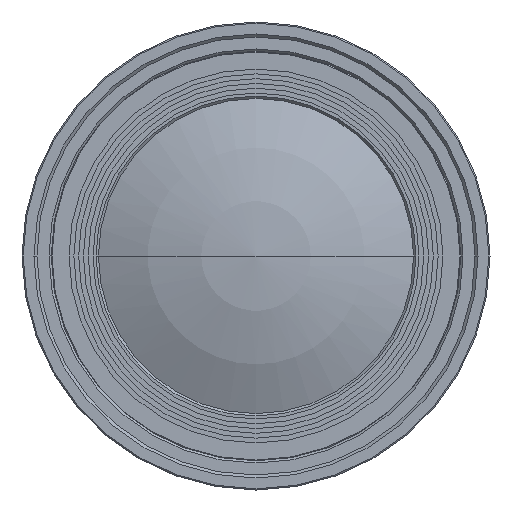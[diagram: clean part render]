
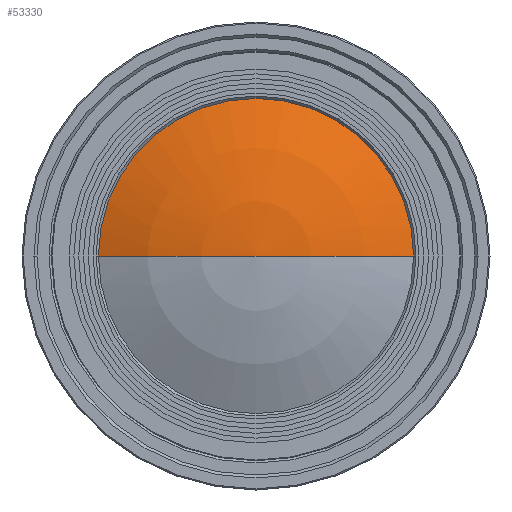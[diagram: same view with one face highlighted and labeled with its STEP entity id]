
A CAD part, left-side view. The second image highlights one B-rep face of the part: STEP entity #53330.
In plain terms, the highlighted spherical face has radius 31.455 mm.
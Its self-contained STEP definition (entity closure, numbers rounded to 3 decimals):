
#20700=CARTESIAN_POINT('',(31.455,0.,0.));
#20701=DIRECTION('',(0.,0.,1.));
#20702=DIRECTION('',(-0.906,0.423,0.));
#20703=AXIS2_PLACEMENT_3D('',#20700,#20701,#20702);
#20705=CARTESIAN_POINT('',(2.95,0.,0.));
#20706=DIRECTION('',(1.,0.,0.));
#20707=DIRECTION('',(0.,1.,0.));
#20708=AXIS2_PLACEMENT_3D('',#20705,#20706,#20707);
#20710=CARTESIAN_POINT('',(31.455,0.,0.));
#20711=DIRECTION('',(0.,0.,-1.));
#20712=DIRECTION('',(-0.906,-0.423,0.));
#20713=AXIS2_PLACEMENT_3D('',#20710,#20711,#20712);
#24860=CARTESIAN_POINT('',(2.95,13.3,0.));
#24861=CARTESIAN_POINT('',(0.,0.,0.));
#24862=VERTEX_POINT('',#24860);
#24863=VERTEX_POINT('',#24861);
#24864=CARTESIAN_POINT('',(2.95,-13.3,0.));
#24865=VERTEX_POINT('',#24864);
#53318=CARTESIAN_POINT('',(31.455,0.,0.));
#53319=DIRECTION('',(-1.,0.,0.));
#53320=DIRECTION('',(0.,1.,0.));
#53321=AXIS2_PLACEMENT_3D('',#53318,#53319,#53320);
#53322=SPHERICAL_SURFACE('',#53321,31.455);
#53324=ORIENTED_EDGE('',*,*,#53323,.F.);
#53325=ORIENTED_EDGE('',*,*,#53313,.T.);
#53327=ORIENTED_EDGE('',*,*,#53326,.T.);
#53328=EDGE_LOOP('',(#53324,#53325,#53327));
#53329=FACE_OUTER_BOUND('',#53328,.F.);
#53330=ADVANCED_FACE('',(#53329),#53322,.T.);
#20704=CIRCLE('',#20703,31.455);
#20709=CIRCLE('',#20708,13.3);
#20714=CIRCLE('',#20713,31.455);
#53313=EDGE_CURVE('',#24862,#24865,#20709,.T.);
#53323=EDGE_CURVE('',#24862,#24863,#20704,.T.);
#53326=EDGE_CURVE('',#24865,#24863,#20714,.T.);
